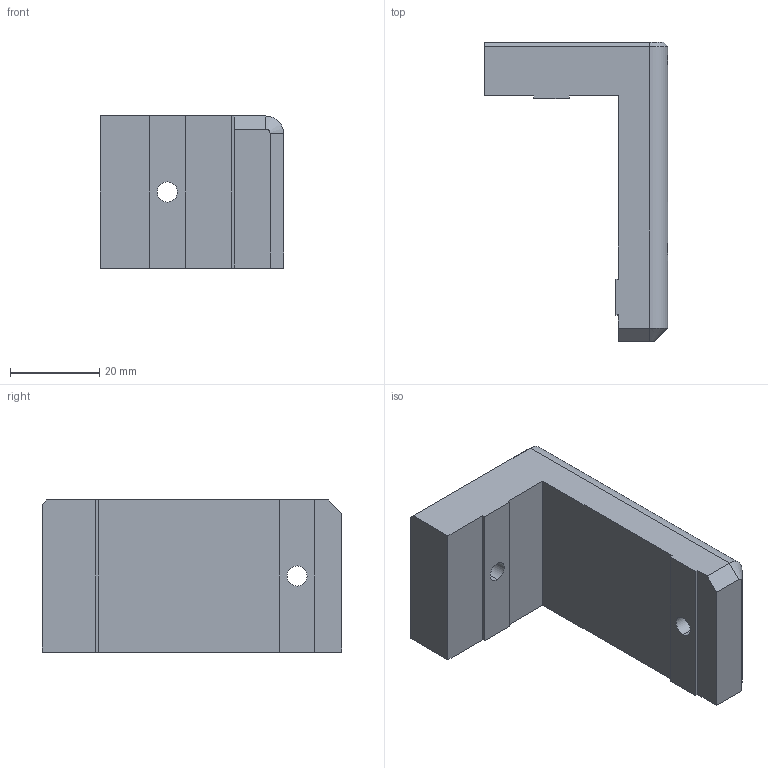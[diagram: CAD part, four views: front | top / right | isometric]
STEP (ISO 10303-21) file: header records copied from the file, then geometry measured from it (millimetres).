
FILE_DESCRIPTION (( 'STEP AP214' ), '1' );
FILE_NAME ('OA-Y10-P17-00.STEP', '2018-10-14T12:47:02', ( '' ), ( '' ), 'SwSTEP 2.0', 'SolidWorks 2014', '' );
FILE_SCHEMA (( 'AUTOMOTIVE_DESIGN' ));
Length unit declared in the file: millimetre
Products named in the file (1): OA-Y10-P17-00
Bounding box: 41 x 67 x 34 mm (x, y, z)
Volume: 33855.5 mm3; surface area: 12462.2 mm2
Topology: 1 solids, 1 shells, 41 faces, 113 edges, 74 vertices
Faces by surface type: plane 26, cylinder 13, cone 2
Entity records: 1353 total; most frequent: CARTESIAN_POINT 241, ORIENTED_EDGE 226, DIRECTION 221, EDGE_CURVE 113, LINE 81, VECTOR 81, VERTEX_POINT 74, AXIS2_PLACEMENT_3D 70
